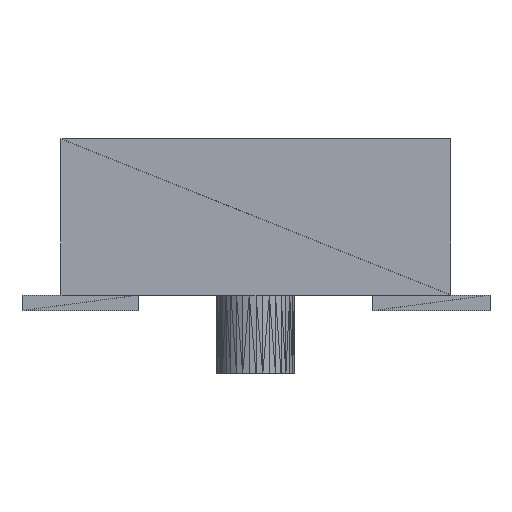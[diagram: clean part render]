
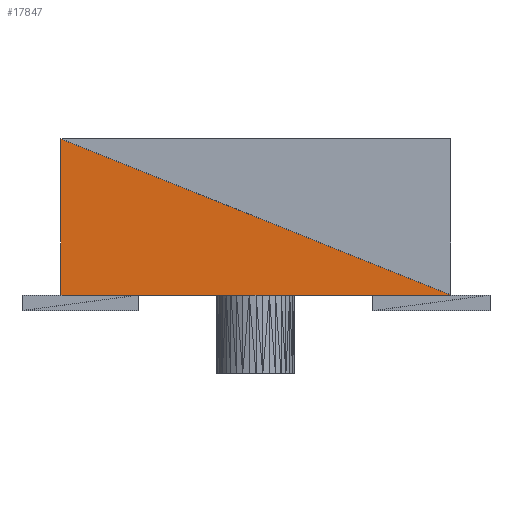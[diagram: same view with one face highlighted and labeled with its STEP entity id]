
A CAD part, front view. The second image highlights one B-rep face of the part: STEP entity #17847.
In plain terms, the highlighted planar face has unit normal (0, -1, 0).
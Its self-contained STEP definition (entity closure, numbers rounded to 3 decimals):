
#2562 = VERTEX_POINT('',#2563);
#2563 = CARTESIAN_POINT('',(-2.5,-19.2,0.2));
#9061 = PLANE('',#9062);
#9062 = AXIS2_PLACEMENT_3D('',#9063,#9064,#9065);
#9063 = CARTESIAN_POINT('',(0.,-18.575,0.2));
#9064 = DIRECTION('',(0.,0.,-1.));
#9065 = DIRECTION('',(0.,-1.,0.));
#9078 = VERTEX_POINT('',#9079);
#9079 = CARTESIAN_POINT('',(2.5,-19.2,0.2));
#9099 = EDGE_CURVE('',#9078,#2562,#9100,.T.);
#9100 = SURFACE_CURVE('',#9101,(#9105,#9112),.PCURVE_S1.);
#9101 = LINE('',#9102,#9103);
#9102 = CARTESIAN_POINT('',(2.5,-19.2,0.2));
#9103 = VECTOR('',#9104,1.);
#9104 = DIRECTION('',(-1.,0.,0.));
#9105 = PCURVE('',#9061,#9106);
#9106 = DEFINITIONAL_REPRESENTATION('',(#9107),#9111);
#9107 = LINE('',#9108,#9109);
#9108 = CARTESIAN_POINT('',(0.625,-2.5));
#9109 = VECTOR('',#9110,1.);
#9110 = DIRECTION('',(0.,1.));
#9111 = ( GEOMETRIC_REPRESENTATION_CONTEXT(2) 
PARAMETRIC_REPRESENTATION_CONTEXT() REPRESENTATION_CONTEXT('2D SPACE',''
  ) );
#9112 = PCURVE('',#9113,#9118);
#9113 = PLANE('',#9114);
#9114 = AXIS2_PLACEMENT_3D('',#9115,#9116,#9117);
#9115 = CARTESIAN_POINT('',(-0.404,-19.2,
    0.796));
#9116 = DIRECTION('',(0.,-1.,0.));
#9117 = DIRECTION('',(0.,0.,-1.));
#9118 = DEFINITIONAL_REPRESENTATION('',(#9119),#9122);
#9119 = B_SPLINE_CURVE_WITH_KNOTS('',1,(#9120,#9121),.UNSPECIFIED.,.F.,
  .F.,(2,2),(0.,5.),.PIECEWISE_BEZIER_KNOTS.);
#9120 = CARTESIAN_POINT('',(0.596,2.904));
#9121 = CARTESIAN_POINT('',(0.596,-2.096));
#9122 = ( GEOMETRIC_REPRESENTATION_CONTEXT(2) 
PARAMETRIC_REPRESENTATION_CONTEXT() REPRESENTATION_CONTEXT('2D SPACE',''
  ) );
#16596 = VERTEX_POINT('',#16597);
#16597 = CARTESIAN_POINT('',(-2.5,-19.2,2.2));
#16631 = PLANE('',#16632);
#16632 = AXIS2_PLACEMENT_3D('',#16633,#16634,#16635);
#16633 = CARTESIAN_POINT('',(0.404,-19.2,
    1.604));
#16634 = DIRECTION('',(0.,-1.,0.));
#16635 = DIRECTION('',(0.,0.,-1.));
#17437 = PLANE('',#17438);
#17438 = AXIS2_PLACEMENT_3D('',#17439,#17440,#17441);
#17439 = CARTESIAN_POINT('',(-2.5,-0.487,1.687));
#17440 = DIRECTION('',(-1.,0.,0.));
#17441 = DIRECTION('',(0.,0.,-1.));
#17827 = EDGE_CURVE('',#16596,#9078,#17828,.T.);
#17828 = SURFACE_CURVE('',#17829,(#17833,#17840),.PCURVE_S1.);
#17829 = LINE('',#17830,#17831);
#17830 = CARTESIAN_POINT('',(-2.5,-19.2,2.2));
#17831 = VECTOR('',#17832,1.);
#17832 = DIRECTION('',(0.928,0.,-0.371));
#17833 = PCURVE('',#16631,#17834);
#17834 = DEFINITIONAL_REPRESENTATION('',(#17835),#17839);
#17835 = LINE('',#17836,#17837);
#17836 = CARTESIAN_POINT('',(-0.596,-2.904));
#17837 = VECTOR('',#17838,1.);
#17838 = DIRECTION('',(0.371,0.928));
#17839 = ( GEOMETRIC_REPRESENTATION_CONTEXT(2) 
PARAMETRIC_REPRESENTATION_CONTEXT() REPRESENTATION_CONTEXT('2D SPACE',''
  ) );
#17840 = PCURVE('',#9113,#17841);
#17841 = DEFINITIONAL_REPRESENTATION('',(#17842),#17845);
#17842 = B_SPLINE_CURVE_WITH_KNOTS('',1,(#17843,#17844),.UNSPECIFIED.,
  .F.,.F.,(2,2),(0.,5.385),.PIECEWISE_BEZIER_KNOTS.);
#17843 = CARTESIAN_POINT('',(-1.404,-2.096));
#17844 = CARTESIAN_POINT('',(0.596,2.904));
#17845 = ( GEOMETRIC_REPRESENTATION_CONTEXT(2) 
PARAMETRIC_REPRESENTATION_CONTEXT() REPRESENTATION_CONTEXT('2D SPACE',''
  ) );
#17847 = ADVANCED_FACE('',(#17848),#9113,.T.);
#17848 = FACE_BOUND('',#17849,.T.);
#17849 = EDGE_LOOP('',(#17850,#17851,#17871));
#17850 = ORIENTED_EDGE('',*,*,#17827,.F.);
#17851 = ORIENTED_EDGE('',*,*,#17852,.T.);
#17852 = EDGE_CURVE('',#16596,#2562,#17853,.T.);
#17853 = SURFACE_CURVE('',#17854,(#17858,#17865),.PCURVE_S1.);
#17854 = LINE('',#17855,#17856);
#17855 = CARTESIAN_POINT('',(-2.5,-19.2,2.2));
#17856 = VECTOR('',#17857,1.);
#17857 = DIRECTION('',(0.,0.,-1.));
#17858 = PCURVE('',#9113,#17859);
#17859 = DEFINITIONAL_REPRESENTATION('',(#17860),#17864);
#17860 = LINE('',#17861,#17862);
#17861 = CARTESIAN_POINT('',(-1.404,-2.096));
#17862 = VECTOR('',#17863,1.);
#17863 = DIRECTION('',(1.,0.));
#17864 = ( GEOMETRIC_REPRESENTATION_CONTEXT(2) 
PARAMETRIC_REPRESENTATION_CONTEXT() REPRESENTATION_CONTEXT('2D SPACE',''
  ) );
#17865 = PCURVE('',#17437,#17866);
#17866 = DEFINITIONAL_REPRESENTATION('',(#17867),#17870);
#17867 = B_SPLINE_CURVE_WITH_KNOTS('',1,(#17868,#17869),.UNSPECIFIED.,
  .F.,.F.,(2,2),(0.,2.),.PIECEWISE_BEZIER_KNOTS.);
#17868 = CARTESIAN_POINT('',(-0.513,18.713));
#17869 = CARTESIAN_POINT('',(1.487,18.713));
#17870 = ( GEOMETRIC_REPRESENTATION_CONTEXT(2) 
PARAMETRIC_REPRESENTATION_CONTEXT() REPRESENTATION_CONTEXT('2D SPACE',''
  ) );
#17871 = ORIENTED_EDGE('',*,*,#9099,.F.);
